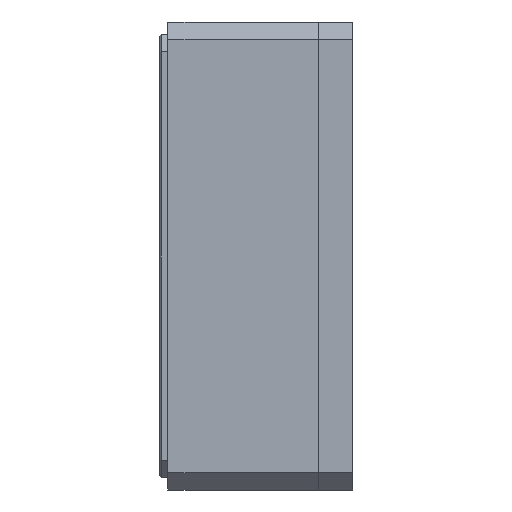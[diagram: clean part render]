
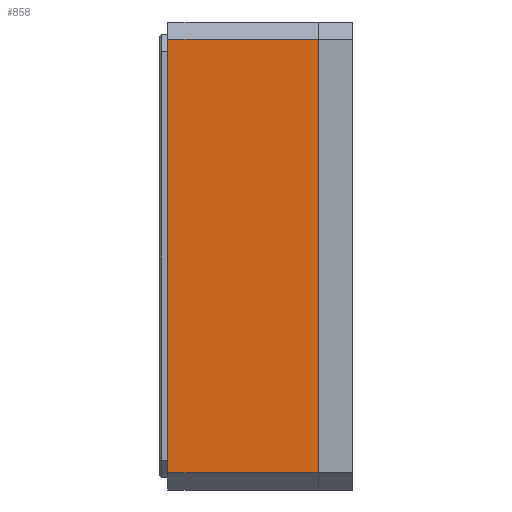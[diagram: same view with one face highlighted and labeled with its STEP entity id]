
A CAD part, left-side view. The second image highlights one B-rep face of the part: STEP entity #858.
In plain terms, the highlighted planar face has unit normal (-1, 0, 0).
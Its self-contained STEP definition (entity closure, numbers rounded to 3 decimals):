
#55 = EDGE_LOOP ( 'NONE', ( #7208, #9884, #10127, #3298 ) ) ;
#858 = ADVANCED_FACE ( 'NONE', ( #2464 ), #5739, .F. ) ;
#927 = VERTEX_POINT ( 'NONE', #4010 ) ;
#2464 = FACE_OUTER_BOUND ( 'NONE', #55, .T. ) ;
#2556 = EDGE_CURVE ( 'NONE', #927, #7154, #6801, .T. ) ;
#2718 = DIRECTION ( 'NONE',  ( 0., 1., 0. ) ) ;
#2823 = EDGE_CURVE ( 'NONE', #8762, #7154, #4798, .T. ) ;
#3247 = CARTESIAN_POINT ( 'NONE',  ( -27.5, 17.7, -27.5 ) ) ;
#3298 = ORIENTED_EDGE ( 'NONE', *, *, #2556, .T. ) ;
#3446 = DIRECTION ( 'NONE',  ( 0., -1., 0. ) ) ;
#3572 = EDGE_CURVE ( 'NONE', #3842, #927, #6931, .T. ) ;
#3842 = VERTEX_POINT ( 'NONE', #8138 ) ;
#4010 = CARTESIAN_POINT ( 'NONE',  ( -27.5, 0., 25.5 ) ) ;
#4318 = VECTOR ( 'NONE', #7163, 1000. ) ;
#4472 = VECTOR ( 'NONE', #3446, 1000. ) ;
#4798 = LINE ( 'NONE', #3247, #4318 ) ;
#4925 = CARTESIAN_POINT ( 'NONE',  ( -27.5, 17.7, -27.5 ) ) ;
#5739 = PLANE ( 'NONE',  #8800 ) ;
#5751 = CARTESIAN_POINT ( 'NONE',  ( -27.5, 17.7, -25.5 ) ) ;
#6131 = DIRECTION ( 'NONE',  ( 0., 0., 1. ) ) ;
#6554 = VECTOR ( 'NONE', #6131, 1000. ) ;
#6801 = LINE ( 'NONE', #10051, #9268 ) ;
#6931 = LINE ( 'NONE', #8632, #6554 ) ;
#7154 = VERTEX_POINT ( 'NONE', #7724 ) ;
#7163 = DIRECTION ( 'NONE',  ( 0., 0., 1. ) ) ;
#7208 = ORIENTED_EDGE ( 'NONE', *, *, #2823, .F. ) ;
#7270 = DIRECTION ( 'NONE',  ( 0., 0., -1. ) ) ;
#7724 = CARTESIAN_POINT ( 'NONE',  ( -27.5, 17.7, 25.5 ) ) ;
#8138 = CARTESIAN_POINT ( 'NONE',  ( -27.5, 0., -25.5 ) ) ;
#8189 = DIRECTION ( 'NONE',  ( 1., 0., 0. ) ) ;
#8420 = LINE ( 'NONE', #5751, #4472 ) ;
#8632 = CARTESIAN_POINT ( 'NONE',  ( -27.5, 0., -27.5 ) ) ;
#8762 = VERTEX_POINT ( 'NONE', #8935 ) ;
#8800 = AXIS2_PLACEMENT_3D ( 'NONE', #4925, #8189, #7270 ) ;
#8935 = CARTESIAN_POINT ( 'NONE',  ( -27.5, 17.7, -25.5 ) ) ;
#9268 = VECTOR ( 'NONE', #2718, 1000. ) ;
#9884 = ORIENTED_EDGE ( 'NONE', *, *, #10148, .T. ) ;
#10051 = CARTESIAN_POINT ( 'NONE',  ( -27.5, 17.7, 25.5 ) ) ;
#10127 = ORIENTED_EDGE ( 'NONE', *, *, #3572, .T. ) ;
#10148 = EDGE_CURVE ( 'NONE', #8762, #3842, #8420, .T. ) ;
